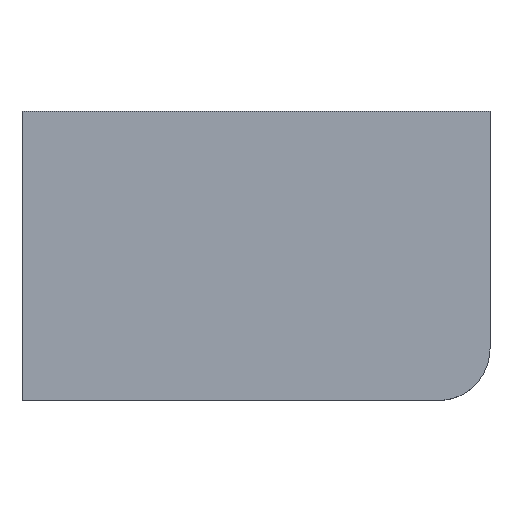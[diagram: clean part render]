
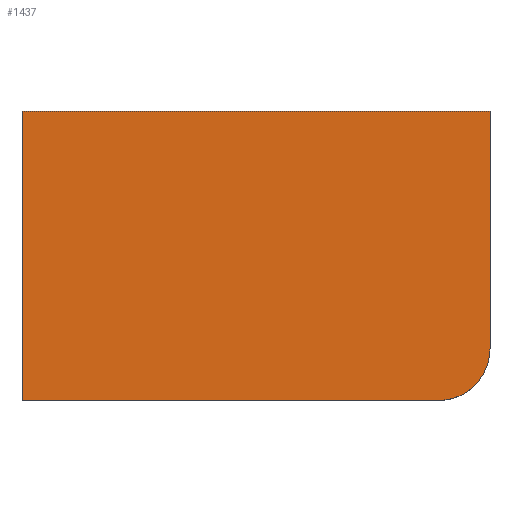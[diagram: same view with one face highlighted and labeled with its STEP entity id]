
A CAD part, top view. The second image highlights one B-rep face of the part: STEP entity #1437.
In plain terms, the highlighted planar face has unit normal (0, 0, 1).
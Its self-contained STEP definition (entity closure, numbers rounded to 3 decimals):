
#32 = PLANE('',#33);
#33 = AXIS2_PLACEMENT_3D('',#34,#35,#36);
#34 = CARTESIAN_POINT('',(108.408,0.,0.));
#35 = DIRECTION('',(1.,0.,0.));
#36 = DIRECTION('',(0.,-1.,0.));
#57 = VERTEX_POINT('',#58);
#58 = CARTESIAN_POINT('',(108.408,0.,13.5));
#72 = PLANE('',#73);
#73 = AXIS2_PLACEMENT_3D('',#74,#75,#76);
#74 = CARTESIAN_POINT('',(0.,0.,0.));
#75 = DIRECTION('',(0.,1.,0.));
#76 = DIRECTION('',(1.,0.,0.));
#84 = EDGE_CURVE('',#57,#85,#87,.T.);
#85 = VERTEX_POINT('',#86);
#86 = CARTESIAN_POINT('',(108.408,-55.,13.5));
#87 = SURFACE_CURVE('',#88,(#92,#99),.PCURVE_S1.);
#88 = LINE('',#89,#90);
#89 = CARTESIAN_POINT('',(108.408,0.,13.5));
#90 = VECTOR('',#91,1.);
#91 = DIRECTION('',(0.,-1.,0.));
#92 = PCURVE('',#32,#93);
#93 = DEFINITIONAL_REPRESENTATION('',(#94),#98);
#94 = LINE('',#95,#96);
#95 = CARTESIAN_POINT('',(0.,-13.5));
#96 = VECTOR('',#97,1.);
#97 = DIRECTION('',(1.,0.));
#98 = ( GEOMETRIC_REPRESENTATION_CONTEXT(2) 
PARAMETRIC_REPRESENTATION_CONTEXT() REPRESENTATION_CONTEXT('2D SPACE',''
  ) );
#99 = PCURVE('',#100,#105);
#100 = PLANE('',#101);
#101 = AXIS2_PLACEMENT_3D('',#102,#103,#104);
#102 = CARTESIAN_POINT('',(54.204,-33.5,13.5));
#103 = DIRECTION('',(-0.,-0.,-1.));
#104 = DIRECTION('',(-1.,0.,0.));
#105 = DEFINITIONAL_REPRESENTATION('',(#106),#110);
#106 = LINE('',#107,#108);
#107 = CARTESIAN_POINT('',(-54.204,33.5));
#108 = VECTOR('',#109,1.);
#109 = DIRECTION('',(0.,-1.));
#110 = ( GEOMETRIC_REPRESENTATION_CONTEXT(2) 
PARAMETRIC_REPRESENTATION_CONTEXT() REPRESENTATION_CONTEXT('2D SPACE',''
  ) );
#126 = CYLINDRICAL_SURFACE('',#127,12.);
#127 = AXIS2_PLACEMENT_3D('',#128,#129,#130);
#128 = CARTESIAN_POINT('',(96.408,-55.,0.));
#129 = DIRECTION('',(0.,0.,1.));
#130 = DIRECTION('',(1.,0.,0.));
#182 = PLANE('',#183);
#183 = AXIS2_PLACEMENT_3D('',#184,#185,#186);
#184 = CARTESIAN_POINT('',(108.408,-67.,0.));
#185 = DIRECTION('',(0.,-1.,0.));
#186 = DIRECTION('',(-1.,0.,0.));
#210 = PLANE('',#211);
#211 = AXIS2_PLACEMENT_3D('',#212,#213,#214);
#212 = CARTESIAN_POINT('',(0.,-67.,0.));
#213 = DIRECTION('',(-1.,0.,0.));
#214 = DIRECTION('',(0.,1.,0.));
#248 = VERTEX_POINT('',#249);
#249 = CARTESIAN_POINT('',(96.408,-67.,13.5));
#270 = EDGE_CURVE('',#85,#248,#271,.T.);
#271 = SURFACE_CURVE('',#272,(#277,#284),.PCURVE_S1.);
#272 = CIRCLE('',#273,12.);
#273 = AXIS2_PLACEMENT_3D('',#274,#275,#276);
#274 = CARTESIAN_POINT('',(96.408,-55.,13.5));
#275 = DIRECTION('',(-0.,-0.,-1.));
#276 = DIRECTION('',(0.,-1.,0.));
#277 = PCURVE('',#126,#278);
#278 = DEFINITIONAL_REPRESENTATION('',(#279),#283);
#279 = LINE('',#280,#281);
#280 = CARTESIAN_POINT('',(4.712,13.5));
#281 = VECTOR('',#282,1.);
#282 = DIRECTION('',(-1.,0.));
#283 = ( GEOMETRIC_REPRESENTATION_CONTEXT(2) 
PARAMETRIC_REPRESENTATION_CONTEXT() REPRESENTATION_CONTEXT('2D SPACE',''
  ) );
#284 = PCURVE('',#100,#285);
#285 = DEFINITIONAL_REPRESENTATION('',(#286),#290);
#286 = CIRCLE('',#287,12.);
#287 = AXIS2_PLACEMENT_2D('',#288,#289);
#288 = CARTESIAN_POINT('',(-42.204,-21.5));
#289 = DIRECTION('',(0.,-1.));
#290 = ( GEOMETRIC_REPRESENTATION_CONTEXT(2) 
PARAMETRIC_REPRESENTATION_CONTEXT() REPRESENTATION_CONTEXT('2D SPACE',''
  ) );
#297 = VERTEX_POINT('',#298);
#298 = CARTESIAN_POINT('',(0.,0.,13.5));
#319 = EDGE_CURVE('',#297,#57,#320,.T.);
#320 = SURFACE_CURVE('',#321,(#325,#332),.PCURVE_S1.);
#321 = LINE('',#322,#323);
#322 = CARTESIAN_POINT('',(0.,0.,13.5));
#323 = VECTOR('',#324,1.);
#324 = DIRECTION('',(1.,0.,0.));
#325 = PCURVE('',#72,#326);
#326 = DEFINITIONAL_REPRESENTATION('',(#327),#331);
#327 = LINE('',#328,#329);
#328 = CARTESIAN_POINT('',(0.,-13.5));
#329 = VECTOR('',#330,1.);
#330 = DIRECTION('',(1.,0.));
#331 = ( GEOMETRIC_REPRESENTATION_CONTEXT(2) 
PARAMETRIC_REPRESENTATION_CONTEXT() REPRESENTATION_CONTEXT('2D SPACE',''
  ) );
#332 = PCURVE('',#100,#333);
#333 = DEFINITIONAL_REPRESENTATION('',(#334),#338);
#334 = LINE('',#335,#336);
#335 = CARTESIAN_POINT('',(54.204,33.5));
#336 = VECTOR('',#337,1.);
#337 = DIRECTION('',(-1.,0.));
#338 = ( GEOMETRIC_REPRESENTATION_CONTEXT(2) 
PARAMETRIC_REPRESENTATION_CONTEXT() REPRESENTATION_CONTEXT('2D SPACE',''
  ) );
#1437 = ADVANCED_FACE('',(#1438),#100,.F.);
#1438 = FACE_BOUND('',#1439,.F.);
#1439 = EDGE_LOOP('',(#1440,#1441,#1442,#1465,#1486));
#1440 = ORIENTED_EDGE('',*,*,#84,.T.);
#1441 = ORIENTED_EDGE('',*,*,#270,.T.);
#1442 = ORIENTED_EDGE('',*,*,#1443,.T.);
#1443 = EDGE_CURVE('',#248,#1444,#1446,.T.);
#1444 = VERTEX_POINT('',#1445);
#1445 = CARTESIAN_POINT('',(0.,-67.,13.5));
#1446 = SURFACE_CURVE('',#1447,(#1451,#1458),.PCURVE_S1.);
#1447 = LINE('',#1448,#1449);
#1448 = CARTESIAN_POINT('',(108.408,-67.,13.5));
#1449 = VECTOR('',#1450,1.);
#1450 = DIRECTION('',(-1.,0.,0.));
#1451 = PCURVE('',#100,#1452);
#1452 = DEFINITIONAL_REPRESENTATION('',(#1453),#1457);
#1453 = LINE('',#1454,#1455);
#1454 = CARTESIAN_POINT('',(-54.204,-33.5));
#1455 = VECTOR('',#1456,1.);
#1456 = DIRECTION('',(1.,0.));
#1457 = ( GEOMETRIC_REPRESENTATION_CONTEXT(2) 
PARAMETRIC_REPRESENTATION_CONTEXT() REPRESENTATION_CONTEXT('2D SPACE',''
  ) );
#1458 = PCURVE('',#182,#1459);
#1459 = DEFINITIONAL_REPRESENTATION('',(#1460),#1464);
#1460 = LINE('',#1461,#1462);
#1461 = CARTESIAN_POINT('',(0.,-13.5));
#1462 = VECTOR('',#1463,1.);
#1463 = DIRECTION('',(1.,0.));
#1464 = ( GEOMETRIC_REPRESENTATION_CONTEXT(2) 
PARAMETRIC_REPRESENTATION_CONTEXT() REPRESENTATION_CONTEXT('2D SPACE',''
  ) );
#1465 = ORIENTED_EDGE('',*,*,#1466,.T.);
#1466 = EDGE_CURVE('',#1444,#297,#1467,.T.);
#1467 = SURFACE_CURVE('',#1468,(#1472,#1479),.PCURVE_S1.);
#1468 = LINE('',#1469,#1470);
#1469 = CARTESIAN_POINT('',(0.,-67.,13.5));
#1470 = VECTOR('',#1471,1.);
#1471 = DIRECTION('',(0.,1.,0.));
#1472 = PCURVE('',#100,#1473);
#1473 = DEFINITIONAL_REPRESENTATION('',(#1474),#1478);
#1474 = LINE('',#1475,#1476);
#1475 = CARTESIAN_POINT('',(54.204,-33.5));
#1476 = VECTOR('',#1477,1.);
#1477 = DIRECTION('',(0.,1.));
#1478 = ( GEOMETRIC_REPRESENTATION_CONTEXT(2) 
PARAMETRIC_REPRESENTATION_CONTEXT() REPRESENTATION_CONTEXT('2D SPACE',''
  ) );
#1479 = PCURVE('',#210,#1480);
#1480 = DEFINITIONAL_REPRESENTATION('',(#1481),#1485);
#1481 = LINE('',#1482,#1483);
#1482 = CARTESIAN_POINT('',(0.,-13.5));
#1483 = VECTOR('',#1484,1.);
#1484 = DIRECTION('',(1.,0.));
#1485 = ( GEOMETRIC_REPRESENTATION_CONTEXT(2) 
PARAMETRIC_REPRESENTATION_CONTEXT() REPRESENTATION_CONTEXT('2D SPACE',''
  ) );
#1486 = ORIENTED_EDGE('',*,*,#319,.T.);
